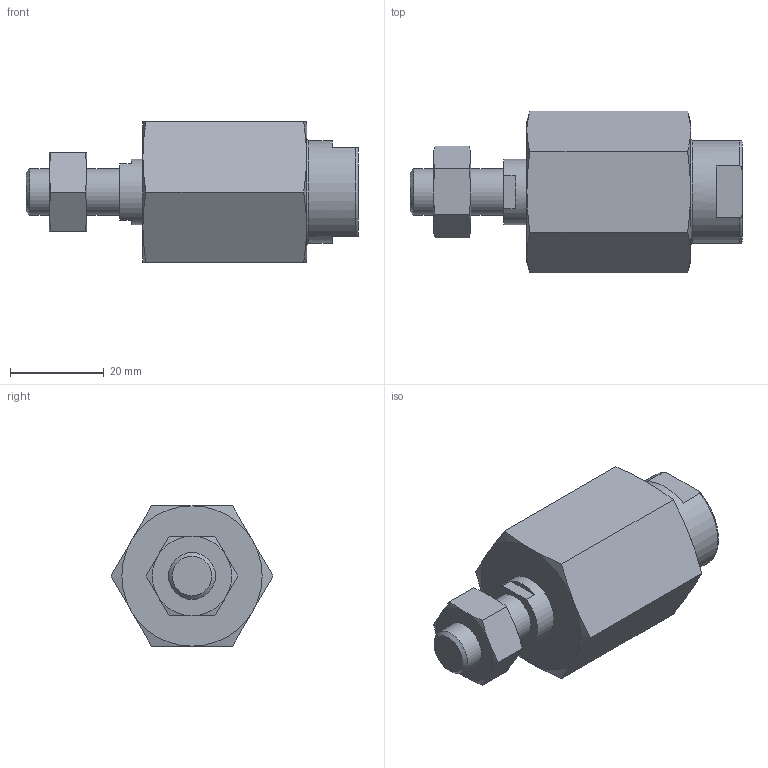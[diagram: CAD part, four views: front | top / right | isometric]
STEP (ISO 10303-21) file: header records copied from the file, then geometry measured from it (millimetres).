
FILE_DESCRIPTION(/* description */ ('Alibre Inc.'),/* implementation_level */ '2;1');
FILE_NAME(/* name */ 'export-D996BF05-9059-45D4-BD34-516608D73F12',/* time_stamp */ '2020-10-05T20:55:22+02:00',/* author */ (''),/* organization */ (''),/* preprocessor_version */ 'ST-DEVELOPER v17',/* originating_system */ 'Alibre',/* authorisation */ '');
FILE_SCHEMA (('AUTOMOTIVE_DESIGN'));
Length unit declared in the file: millimetre
Products named in the file (1): _W0950322030-15
Bounding box: 71 x 34.64 x 30 mm (x, y, z)
Volume: 33522.8 mm3; surface area: 7922.5 mm2
Topology: 1 solids, 1 shells, 62 faces, 138 edges, 83 vertices
Faces by surface type: cone 27, plane 27, cylinder 5, torus 3
Full cylindrical faces by diameter (mm): 8.647 x1, 10 x2, 14 x1, 22 x1
Entity records: 1758 total; most frequent: CARTESIAN_POINT 448, ORIENTED_EDGE 274, DIRECTION 228, EDGE_CURVE 137, AXIS2_PLACEMENT_3D 111, VERTEX_POINT 83, EDGE_LOOP 68, FACE_BOUND 68
